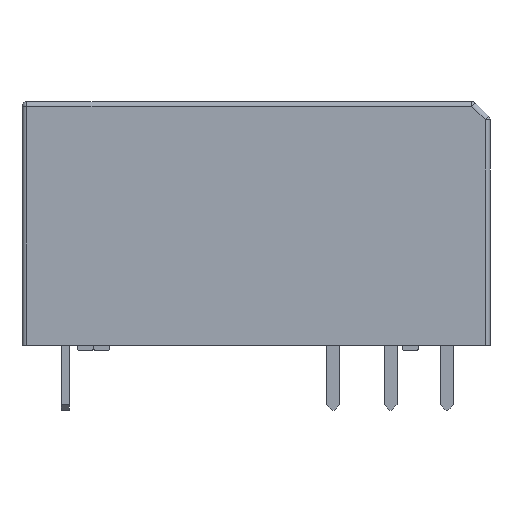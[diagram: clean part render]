
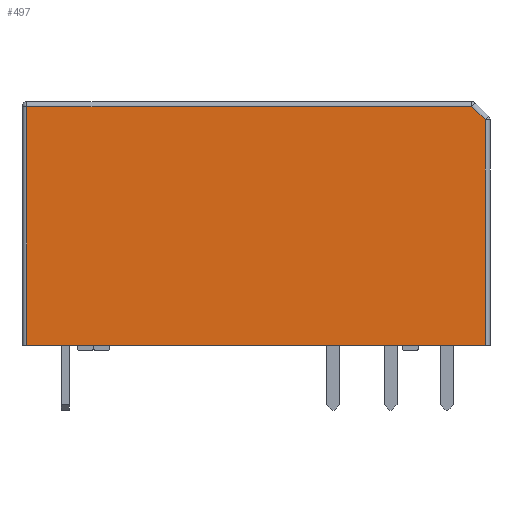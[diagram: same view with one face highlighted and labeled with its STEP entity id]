
A CAD part, front view. The second image highlights one B-rep face of the part: STEP entity #497.
In plain terms, the highlighted planar face has unit normal (0, -1, 0).
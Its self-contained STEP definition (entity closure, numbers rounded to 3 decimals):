
#225 = VERTEX_POINT('',#226);
#226 = CARTESIAN_POINT('',(13.276,-6.25,15.));
#235 = VERTEX_POINT('',#236);
#236 = CARTESIAN_POINT('',(-14.1,-6.25,15.));
#243 = EDGE_CURVE('',#225,#235,#244,.T.);
#244 = LINE('',#245,#246);
#245 = CARTESIAN_POINT('',(13.4,-6.25,15.));
#246 = VECTOR('',#247,1.);
#247 = DIRECTION('',(-1.,0.,0.));
#497 = ADVANCED_FACE('',(#498),#563,.T.);
#498 = FACE_BOUND('',#499,.T.);
#499 = EDGE_LOOP('',(#500,#510,#518,#524,#525,#533,#541,#549,#557));
#500 = ORIENTED_EDGE('',*,*,#501,.F.);
#501 = EDGE_CURVE('',#502,#504,#506,.T.);
#502 = VERTEX_POINT('',#503);
#503 = CARTESIAN_POINT('',(14.1,-6.25,0.3));
#504 = VERTEX_POINT('',#505);
#505 = CARTESIAN_POINT('',(10.,-6.25,0.3));
#506 = LINE('',#507,#508);
#507 = CARTESIAN_POINT('',(14.4,-6.25,0.3));
#508 = VECTOR('',#509,1.);
#509 = DIRECTION('',(-1.,0.,0.));
#510 = ORIENTED_EDGE('',*,*,#511,.T.);
#511 = EDGE_CURVE('',#502,#512,#514,.T.);
#512 = VERTEX_POINT('',#513);
#513 = CARTESIAN_POINT('',(14.1,-6.25,14.176));
#514 = LINE('',#515,#516);
#515 = CARTESIAN_POINT('',(14.1,-6.25,0.3));
#516 = VECTOR('',#517,1.);
#517 = DIRECTION('',(0.,0.,1.));
#518 = ORIENTED_EDGE('',*,*,#519,.T.);
#519 = EDGE_CURVE('',#512,#225,#520,.T.);
#520 = LINE('',#521,#522);
#521 = CARTESIAN_POINT('',(14.188,-6.25,14.088));
#522 = VECTOR('',#523,1.);
#523 = DIRECTION('',(-0.707,0.,0.707));
#524 = ORIENTED_EDGE('',*,*,#243,.T.);
#525 = ORIENTED_EDGE('',*,*,#526,.F.);
#526 = EDGE_CURVE('',#527,#235,#529,.T.);
#527 = VERTEX_POINT('',#528);
#528 = CARTESIAN_POINT('',(-14.1,-6.25,0.3));
#529 = LINE('',#530,#531);
#530 = CARTESIAN_POINT('',(-14.1,-6.25,0.3));
#531 = VECTOR('',#532,1.);
#532 = DIRECTION('',(0.,0.,1.));
#533 = ORIENTED_EDGE('',*,*,#534,.F.);
#534 = EDGE_CURVE('',#535,#527,#537,.T.);
#535 = VERTEX_POINT('',#536);
#536 = CARTESIAN_POINT('',(-11.,-6.25,0.3));
#537 = LINE('',#538,#539);
#538 = CARTESIAN_POINT('',(14.4,-6.25,0.3));
#539 = VECTOR('',#540,1.);
#540 = DIRECTION('',(-1.,0.,0.));
#541 = ORIENTED_EDGE('',*,*,#542,.T.);
#542 = EDGE_CURVE('',#535,#543,#545,.T.);
#543 = VERTEX_POINT('',#544);
#544 = CARTESIAN_POINT('',(-10.,-6.25,0.3));
#545 = LINE('',#546,#547);
#546 = CARTESIAN_POINT('',(-11.,-6.25,0.3));
#547 = VECTOR('',#548,1.);
#548 = DIRECTION('',(1.,0.,0.));
#549 = ORIENTED_EDGE('',*,*,#550,.F.);
#550 = EDGE_CURVE('',#551,#543,#553,.T.);
#551 = VERTEX_POINT('',#552);
#552 = CARTESIAN_POINT('',(9.,-6.25,0.3));
#553 = LINE('',#554,#555);
#554 = CARTESIAN_POINT('',(14.4,-6.25,0.3));
#555 = VECTOR('',#556,1.);
#556 = DIRECTION('',(-1.,0.,0.));
#557 = ORIENTED_EDGE('',*,*,#558,.F.);
#558 = EDGE_CURVE('',#504,#551,#559,.T.);
#559 = LINE('',#560,#561);
#560 = CARTESIAN_POINT('',(10.,-6.25,0.3));
#561 = VECTOR('',#562,1.);
#562 = DIRECTION('',(-1.,0.,0.));
#563 = PLANE('',#564);
#564 = AXIS2_PLACEMENT_3D('',#565,#566,#567);
#565 = CARTESIAN_POINT('',(14.4,-6.25,0.3));
#566 = DIRECTION('',(0.,-1.,0.));
#567 = DIRECTION('',(-1.,0.,0.));
